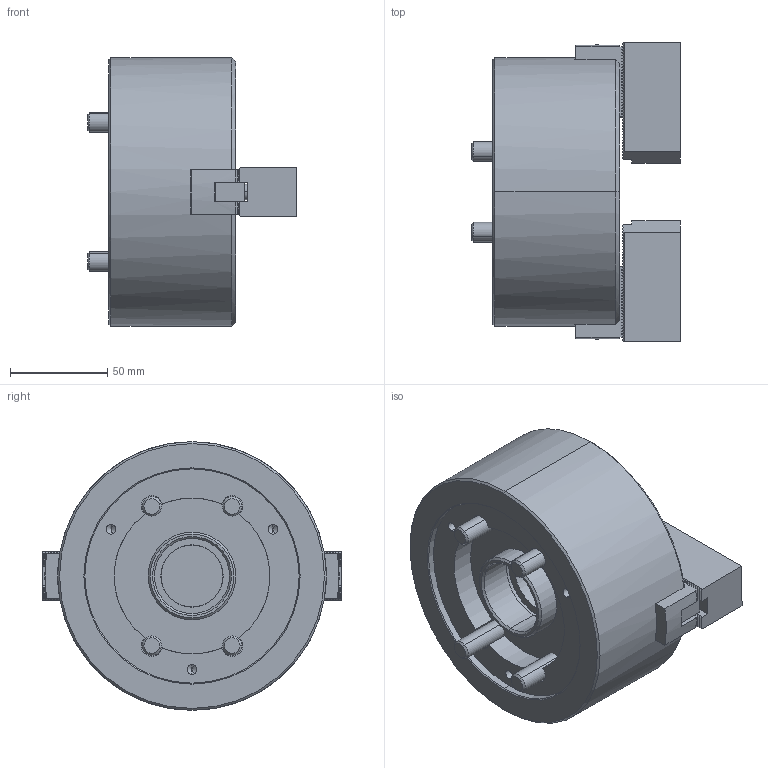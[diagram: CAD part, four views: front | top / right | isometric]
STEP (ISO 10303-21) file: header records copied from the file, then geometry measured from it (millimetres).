
FILE_DESCRIPTION (( 'STEP AP203' ), '1' );
FILE_NAME ('CF-2L-205.STEP', '2021-08-20T06:26:51', ( '' ), ( '' ), 'SwSTEP 2.0', 'SolidWorks 2016', '' );
FILE_SCHEMA (( 'CONFIG_CONTROL_DESIGN' ));
Length unit declared in the file: millimetre
Products named in the file (11): CF-3L-05-10000; CF-3H-204-04000(T型塊); SJ-05; 圓頭內六角螺栓_M10x65; 圓頭內六角螺栓_M8x20; CF-2L-205-01000; 半圓頭六角孔螺栓_M4x8; CF-3L-205-02000; CF-2L-205; CF-2L-205-05000; CF-3L-205-03000
Assembly tree (22 placements, depth 2):
  CF-2L-205
    CF-2L-205-01000
    CF-3L-205-02000
    CF-2L-205-05000
    CF-3L-205-03000  x2
    CF-3L-05-10000
    CF-3H-204-04000(T型塊)  x2
    SJ-05  x2
    圓頭內六角螺栓_M10x65  x4
    圓頭內六角螺栓_M8x20  x4
    半圓頭六角孔螺栓_M4x8  x4
Bounding box: 107.3 x 153.5 x 138 mm (x, y, z)
Volume: 923626.3 mm3; surface area: 170177.9 mm2
Topology: 22 solids, 22 shells, 1596 faces, 4419 edges, 2874 vertices
Faces by surface type: plane 1065, cylinder 417, cone 103, torus 11
Entity records: 27042 total; most frequent: CARTESIAN_POINT 5076, ORIENTED_EDGE 4436, DIRECTION 4095, EDGE_CURVE 2218, LINE 1639, VECTOR 1639, VERTEX_POINT 1461, AXIS2_PLACEMENT_3D 1228
